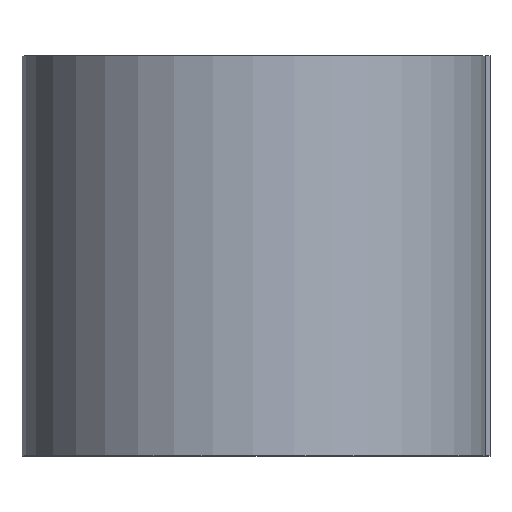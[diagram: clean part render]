
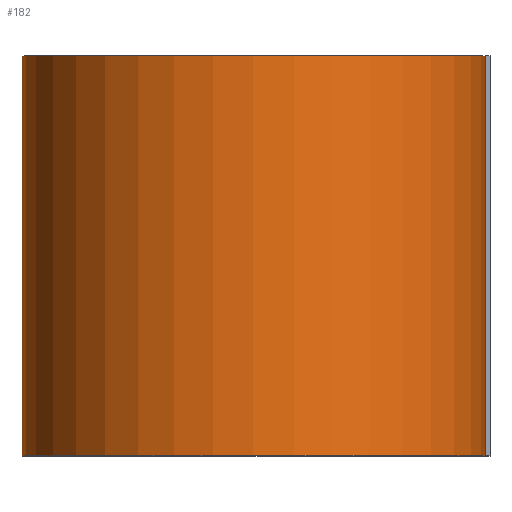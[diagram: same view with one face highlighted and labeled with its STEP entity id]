
A CAD part, top view. The second image highlights one B-rep face of the part: STEP entity #182.
In plain terms, the highlighted cylindrical face has radius 11.575 mm (diameter 23.15 mm), a partial arc.
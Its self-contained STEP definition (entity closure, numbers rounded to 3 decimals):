
#169 = AXIS2_PLACEMENT_3D ( 'NONE', #2228, #735, #1586 ) ;
#182 = ADVANCED_FACE ( 'NONE', ( #1706 ), #1109, .T. ) ;
#258 = DIRECTION ( 'NONE',  ( 0., -1., 0. ) ) ;
#261 = VERTEX_POINT ( 'NONE', #1622 ) ;
#303 = EDGE_LOOP ( 'NONE', ( #2492, #2477, #1265, #1215 ) ) ;
#343 = AXIS2_PLACEMENT_3D ( 'NONE', #811, #1174, #765 ) ;
#558 = DIRECTION ( 'NONE',  ( 0., -1., 0. ) ) ;
#617 = DIRECTION ( 'NONE',  ( 0., -1., 0. ) ) ;
#635 = VECTOR ( 'NONE', #558, 1000. ) ;
#709 = CARTESIAN_POINT ( 'NONE',  ( 11.45, 20., 0. ) ) ;
#735 = DIRECTION ( 'NONE',  ( 0., -1., 0. ) ) ;
#765 = DIRECTION ( 'NONE',  ( 1., 0., 0. ) ) ;
#811 = CARTESIAN_POINT ( 'NONE',  ( -0.125, 20., 0. ) ) ;
#879 = LINE ( 'NONE', #1725, #1726 ) ;
#965 = CIRCLE ( 'NONE', #169, 11.575 ) ;
#978 = DIRECTION ( 'NONE',  ( 0., 0., -1. ) ) ;
#1109 = CYLINDRICAL_SURFACE ( 'NONE', #1138, 11.575 ) ;
#1138 = AXIS2_PLACEMENT_3D ( 'NONE', #2177, #258, #978 ) ;
#1174 = DIRECTION ( 'NONE',  ( 0., -1., 0. ) ) ;
#1215 = ORIENTED_EDGE ( 'NONE', *, *, #1617, .T. ) ;
#1265 = ORIENTED_EDGE ( 'NONE', *, *, #2250, .T. ) ;
#1407 = LINE ( 'NONE', #1619, #635 ) ;
#1586 = DIRECTION ( 'NONE',  ( 1., 0., 0. ) ) ;
#1617 = EDGE_CURVE ( 'NONE', #1734, #261, #1407, .T. ) ;
#1619 = CARTESIAN_POINT ( 'NONE',  ( -11.7, 20., 0. ) ) ;
#1622 = CARTESIAN_POINT ( 'NONE',  ( -11.7, 0., 0. ) ) ;
#1706 = FACE_OUTER_BOUND ( 'NONE', #303, .T. ) ;
#1725 = CARTESIAN_POINT ( 'NONE',  ( 11.45, 20., 0. ) ) ;
#1726 = VECTOR ( 'NONE', #617, 1000. ) ;
#1734 = VERTEX_POINT ( 'NONE', #2716 ) ;
#1799 = VERTEX_POINT ( 'NONE', #2261 ) ;
#1921 = EDGE_CURVE ( 'NONE', #2435, #1799, #879, .T. ) ;
#1981 = CIRCLE ( 'NONE', #343, 11.575 ) ;
#2177 = CARTESIAN_POINT ( 'NONE',  ( -0.125, 20., 0. ) ) ;
#2228 = CARTESIAN_POINT ( 'NONE',  ( -0.125, 0., 0. ) ) ;
#2250 = EDGE_CURVE ( 'NONE', #2435, #1734, #1981, .T. ) ;
#2261 = CARTESIAN_POINT ( 'NONE',  ( 11.45, 0., 0. ) ) ;
#2435 = VERTEX_POINT ( 'NONE', #709 ) ;
#2477 = ORIENTED_EDGE ( 'NONE', *, *, #1921, .F. ) ;
#2492 = ORIENTED_EDGE ( 'NONE', *, *, #2560, .F. ) ;
#2560 = EDGE_CURVE ( 'NONE', #1799, #261, #965, .T. ) ;
#2716 = CARTESIAN_POINT ( 'NONE',  ( -11.7, 20., 0. ) ) ;
